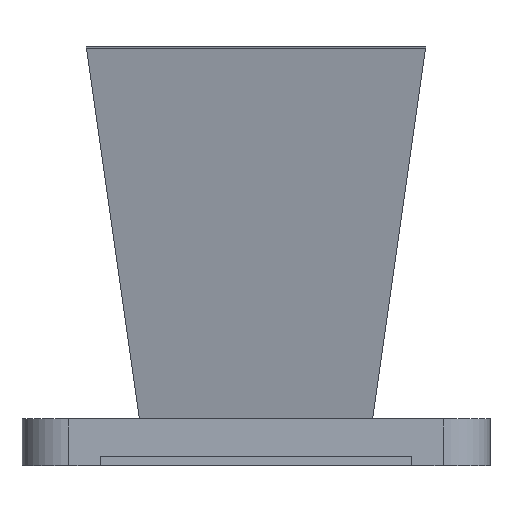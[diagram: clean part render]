
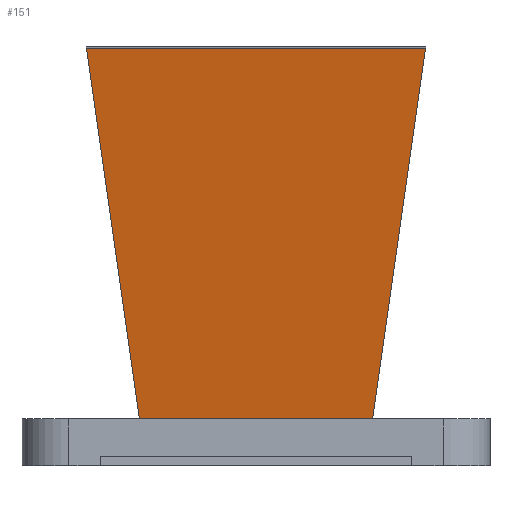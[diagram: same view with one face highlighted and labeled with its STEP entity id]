
A CAD part, front view. The second image highlights one B-rep face of the part: STEP entity #151.
In plain terms, the highlighted planar face has unit normal (0, -0.986, -0.168).
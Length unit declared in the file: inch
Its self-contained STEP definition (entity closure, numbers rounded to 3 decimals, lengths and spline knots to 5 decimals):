
#14 = CARTESIAN_POINT ( 'NONE',  ( 0.90572, -0.64847, 2.231 ) ) ;
#58 = CARTESIAN_POINT ( 'NONE',  ( -0.20767, -0.312, 0.25 ) ) ;
#113 = EDGE_CURVE ( 'NONE', #737, #272, #2121, .T. ) ;
#126 = B_SPLINE_CURVE_WITH_KNOTS ( 'NONE', 3,
 ( #662, #1353, #58, #1552 ),
 .UNSPECIFIED., .F., .F.,
 ( 4, 4 ),
 ( 0., 1. ),
 .UNSPECIFIED. ) ;
#151 = ADVANCED_FACE ( 'NONE', ( #1878 ), #167, .F. ) ;
#167 = PLANE ( 'NONE',  #1532 ) ;
#272 = VERTEX_POINT ( 'NONE', #2604 ) ;
#273 = DIRECTION ( 'NONE',  ( 0.139, -0.166, 0.976 ) ) ;
#345 = DIRECTION ( 'NONE',  ( 0., 0.167, -0.986 ) ) ;
#361 = CARTESIAN_POINT ( 'NONE',  ( -0.623, -0.312, 0.25 ) ) ;
#374 = DIRECTION ( 'NONE',  ( -0.139, -0.166, 0.976 ) ) ;
#641 = DIRECTION ( 'NONE',  ( 1., 0., 0. ) ) ;
#657 = VERTEX_POINT ( 'NONE', #14 ) ;
#662 = CARTESIAN_POINT ( 'NONE',  ( 0.623, -0.312, 0.25 ) ) ;
#737 = VERTEX_POINT ( 'NONE', #2573 ) ;
#741 = CARTESIAN_POINT ( 'NONE',  ( 0.623, -0.312, 0.25 ) ) ;
#917 = CARTESIAN_POINT ( 'NONE',  ( 0.623, -0.312, 0.25 ) ) ;
#1064 = LINE ( 'NONE', #1927, #2289 ) ;
#1096 = EDGE_CURVE ( 'NONE', #1797, #737, #126, .T. ) ;
#1107 = LINE ( 'NONE', #741, #2035 ) ;
#1204 = ORIENTED_EDGE ( 'NONE', *, *, #2567, .T. ) ;
#1333 = EDGE_CURVE ( 'NONE', #272, #657, #1064, .T. ) ;
#1353 = CARTESIAN_POINT ( 'NONE',  ( 0.20767, -0.312, 0.25 ) ) ;
#1426 = ORIENTED_EDGE ( 'NONE', *, *, #1333, .F. ) ;
#1532 = AXIS2_PLACEMENT_3D ( 'NONE', #1658, #2080, #345 ) ;
#1552 = CARTESIAN_POINT ( 'NONE',  ( -0.623, -0.312, 0.25 ) ) ;
#1628 = ORIENTED_EDGE ( 'NONE', *, *, #1096, .F. ) ;
#1658 = CARTESIAN_POINT ( 'NONE',  ( 0., -0.26198, -0.0445 ) ) ;
#1797 = VERTEX_POINT ( 'NONE', #917 ) ;
#1878 = FACE_OUTER_BOUND ( 'NONE', #2658, .T. ) ;
#1927 = CARTESIAN_POINT ( 'NONE',  ( -1.25, -0.64847, 2.231 ) ) ;
#2035 = VECTOR ( 'NONE', #273, 39.37008 ) ;
#2080 = DIRECTION ( 'NONE',  ( 0., 0.986, 0.167 ) ) ;
#2121 = LINE ( 'NONE', #361, #2341 ) ;
#2289 = VECTOR ( 'NONE', #641, 39.37008 ) ;
#2341 = VECTOR ( 'NONE', #374, 39.37008 ) ;
#2567 = EDGE_CURVE ( 'NONE', #1797, #657, #1107, .T. ) ;
#2573 = CARTESIAN_POINT ( 'NONE',  ( -0.623, -0.312, 0.25 ) ) ;
#2604 = CARTESIAN_POINT ( 'NONE',  ( -0.90572, -0.64847, 2.231 ) ) ;
#2658 = EDGE_LOOP ( 'NONE', ( #1204, #1426, #2765, #1628 ) ) ;
#2765 = ORIENTED_EDGE ( 'NONE', *, *, #113, .F. ) ;
